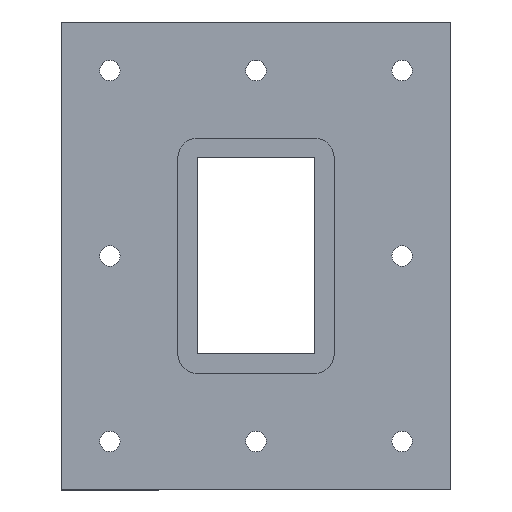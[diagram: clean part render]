
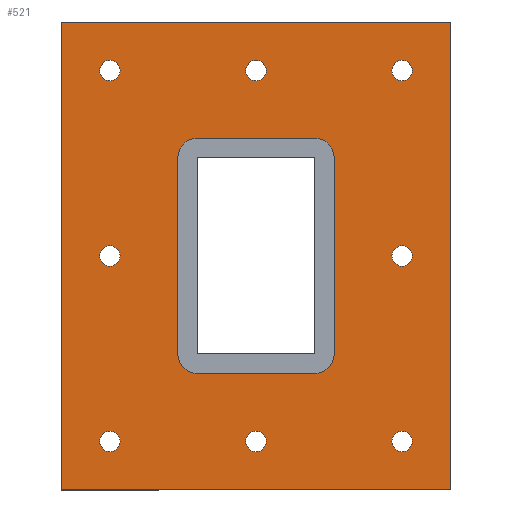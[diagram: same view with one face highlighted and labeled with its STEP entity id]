
A CAD part, top view. The second image highlights one B-rep face of the part: STEP entity #521.
In plain terms, the highlighted planar face has unit normal (0, 0, 1).
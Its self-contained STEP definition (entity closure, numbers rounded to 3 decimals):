
#84=CARTESIAN_POINT('',(5.25,-95.5,-17.0));
#85=VERTEX_POINT('',#84);
#86=CARTESIAN_POINT('',(0.,-95.5,-17.));
#87=DIRECTION('',(0.0,0.0,-1.0));
#88=DIRECTION('',(1.0,0.0,0.0));
#89=AXIS2_PLACEMENT_3D('',#86,#87,#88);
#90=CIRCLE('',#89,5.25);
#91=EDGE_CURVE('',#85,#85,#90,.T.);
#112=CARTESIAN_POINT('',(5.25,95.5,-17.0));
#113=VERTEX_POINT('',#112);
#114=CARTESIAN_POINT('',(0.,95.5,-17.));
#115=DIRECTION('',(0.0,0.0,-1.0));
#116=DIRECTION('',(1.0,0.0,0.0));
#117=AXIS2_PLACEMENT_3D('',#114,#115,#116);
#118=CIRCLE('',#117,5.25);
#119=EDGE_CURVE('',#113,#113,#118,.T.);
#140=CARTESIAN_POINT('',(80.5,0.,-17.0));
#141=VERTEX_POINT('',#140);
#142=CARTESIAN_POINT('',(75.25,0.,-17.));
#143=DIRECTION('',(0.0,0.0,-1.0));
#144=DIRECTION('',(1.0,0.0,0.0));
#145=AXIS2_PLACEMENT_3D('',#142,#143,#144);
#146=CIRCLE('',#145,5.25);
#147=EDGE_CURVE('',#141,#141,#146,.T.);
#168=CARTESIAN_POINT('',(-70.,0.,-17.0));
#169=VERTEX_POINT('',#168);
#170=CARTESIAN_POINT('',(-75.25,0.,-17.));
#171=DIRECTION('',(0.0,0.0,-1.0));
#172=DIRECTION('',(1.0,0.0,0.0));
#173=AXIS2_PLACEMENT_3D('',#170,#171,#172);
#174=CIRCLE('',#173,5.25);
#175=EDGE_CURVE('',#169,#169,#174,.T.);
#196=CARTESIAN_POINT('',(-70.,95.5,-17.0));
#197=VERTEX_POINT('',#196);
#198=CARTESIAN_POINT('',(-75.25,95.5,-17.));
#199=DIRECTION('',(0.0,0.0,-1.0));
#200=DIRECTION('',(1.0,0.0,0.0));
#201=AXIS2_PLACEMENT_3D('',#198,#199,#200);
#202=CIRCLE('',#201,5.25);
#203=EDGE_CURVE('',#197,#197,#202,.T.);
#224=CARTESIAN_POINT('',(80.5,95.5,-17.0));
#225=VERTEX_POINT('',#224);
#226=CARTESIAN_POINT('',(75.25,95.5,-17.));
#227=DIRECTION('',(0.0,0.0,-1.0));
#228=DIRECTION('',(1.0,0.0,0.0));
#229=AXIS2_PLACEMENT_3D('',#226,#227,#228);
#230=CIRCLE('',#229,5.25);
#231=EDGE_CURVE('',#225,#225,#230,.T.);
#252=CARTESIAN_POINT('',(80.5,-95.5,-17.0));
#253=VERTEX_POINT('',#252);
#254=CARTESIAN_POINT('',(75.25,-95.5,-17.));
#255=DIRECTION('',(0.0,0.0,-1.0));
#256=DIRECTION('',(1.0,0.0,0.0));
#257=AXIS2_PLACEMENT_3D('',#254,#255,#256);
#258=CIRCLE('',#257,5.25);
#259=EDGE_CURVE('',#253,#253,#258,.T.);
#280=CARTESIAN_POINT('',(-70.,-95.5,-17.0));
#281=VERTEX_POINT('',#280);
#282=CARTESIAN_POINT('',(-75.25,-95.5,-17.));
#283=DIRECTION('',(0.0,0.0,-1.0));
#284=DIRECTION('',(1.0,0.0,0.0));
#285=AXIS2_PLACEMENT_3D('',#282,#283,#284);
#286=CIRCLE('',#285,5.25);
#287=EDGE_CURVE('',#281,#281,#286,.T.);
#307=CARTESIAN_POINT('',(-100.25,-120.5,-17.0));
#308=VERTEX_POINT('',#307);
#315=CARTESIAN_POINT('',(-100.25,120.5,-17.0));
#316=VERTEX_POINT('',#315);
#317=CARTESIAN_POINT('',(-100.25,120.5,-17.0));
#318=DIRECTION('',(0.0,-1.0,0.0));
#319=VECTOR('',#318,241.0);
#320=LINE('',#317,#319);
#321=EDGE_CURVE('',#316,#308,#320,.T.);
#346=CARTESIAN_POINT('',(100.25,120.5,-17.0));
#347=VERTEX_POINT('',#346);
#348=CARTESIAN_POINT('',(100.25,120.5,-17.0));
#349=DIRECTION('',(-1.0,0.0,0.0));
#350=VECTOR('',#349,200.5);
#351=LINE('',#348,#350);
#352=EDGE_CURVE('',#347,#316,#351,.T.);
#377=CARTESIAN_POINT('',(100.25,-120.5,-17.0));
#378=VERTEX_POINT('',#377);
#379=CARTESIAN_POINT('',(100.25,-120.5,-17.0));
#380=DIRECTION('',(0.0,1.0,0.0));
#381=VECTOR('',#380,241.0);
#382=LINE('',#379,#381);
#383=EDGE_CURVE('',#378,#347,#382,.T.);
#406=CARTESIAN_POINT('',(-100.25,-120.5,-17.0));
#407=DIRECTION('',(1.0,0.0,0.0));
#408=VECTOR('',#407,200.5);
#409=LINE('',#406,#408);
#410=EDGE_CURVE('',#308,#378,#409,.T.);
#416=CARTESIAN_POINT('',(0.,0.,-17.0));
#417=DIRECTION('',(0.0,0.0,1.0));
#418=DIRECTION('',(1.0,0.0,0.0));
#419=AXIS2_PLACEMENT_3D('',#416,#417,#418);
#420=PLANE('',#419);
#421=ORIENTED_EDGE('',*,*,#410,.T.);
#422=ORIENTED_EDGE('',*,*,#383,.T.);
#423=ORIENTED_EDGE('',*,*,#352,.T.);
#424=ORIENTED_EDGE('',*,*,#321,.T.);
#425=EDGE_LOOP('',(#421,#422,#423,#424));
#426=FACE_OUTER_BOUND('',#425,.T.);
#427=ORIENTED_EDGE('',*,*,#91,.T.);
#428=EDGE_LOOP('',(#427));
#429=FACE_BOUND('',#428,.T.);
#430=ORIENTED_EDGE('',*,*,#119,.T.);
#431=EDGE_LOOP('',(#430));
#432=FACE_BOUND('',#431,.T.);
#433=ORIENTED_EDGE('',*,*,#147,.T.);
#434=EDGE_LOOP('',(#433));
#435=FACE_BOUND('',#434,.T.);
#436=ORIENTED_EDGE('',*,*,#175,.T.);
#437=EDGE_LOOP('',(#436));
#438=FACE_BOUND('',#437,.T.);
#439=ORIENTED_EDGE('',*,*,#203,.T.);
#440=EDGE_LOOP('',(#439));
#441=FACE_BOUND('',#440,.T.);
#442=ORIENTED_EDGE('',*,*,#231,.T.);
#443=EDGE_LOOP('',(#442));
#444=FACE_BOUND('',#443,.T.);
#445=ORIENTED_EDGE('',*,*,#259,.T.);
#446=EDGE_LOOP('',(#445));
#447=FACE_BOUND('',#446,.T.);
#448=ORIENTED_EDGE('',*,*,#287,.T.);
#449=EDGE_LOOP('',(#448));
#450=FACE_BOUND('',#449,.T.);
#451=CARTESIAN_POINT('',(40.25,50.5,-17.0));
#452=VERTEX_POINT('',#451);
#453=CARTESIAN_POINT('',(30.25,60.5,-17.0));
#454=VERTEX_POINT('',#453);
#455=CARTESIAN_POINT('',(30.25,50.5,-17.0));
#456=DIRECTION('',(0.0,0.0,1.0));
#457=DIRECTION('',(0.707,0.707,0.0));
#458=AXIS2_PLACEMENT_3D('',#455,#456,#457);
#459=CIRCLE('',#458,10.);
#460=EDGE_CURVE('',#452,#454,#459,.T.);
#461=ORIENTED_EDGE('',*,*,#460,.F.);
#462=CARTESIAN_POINT('',(40.25,-50.5,-17.0));
#463=VERTEX_POINT('',#462);
#464=CARTESIAN_POINT('',(40.25,-50.5,-17.0));
#465=DIRECTION('',(0.0,1.0,0.0));
#466=VECTOR('',#465,101.);
#467=LINE('',#464,#466);
#468=EDGE_CURVE('',#463,#452,#467,.T.);
#469=ORIENTED_EDGE('',*,*,#468,.F.);
#470=CARTESIAN_POINT('',(30.25,-60.5,-17.0));
#471=VERTEX_POINT('',#470);
#472=CARTESIAN_POINT('',(30.25,-50.5,-17.0));
#473=DIRECTION('',(0.0,0.0,1.0));
#474=DIRECTION('',(0.707,-0.707,0.0));
#475=AXIS2_PLACEMENT_3D('',#472,#473,#474);
#476=CIRCLE('',#475,10.);
#477=EDGE_CURVE('',#471,#463,#476,.T.);
#478=ORIENTED_EDGE('',*,*,#477,.F.);
#479=CARTESIAN_POINT('',(-30.25,-60.5,-17.0));
#480=VERTEX_POINT('',#479);
#481=CARTESIAN_POINT('',(-30.25,-60.5,-17.0));
#482=DIRECTION('',(1.0,0.0,0.0));
#483=VECTOR('',#482,60.5);
#484=LINE('',#481,#483);
#485=EDGE_CURVE('',#480,#471,#484,.T.);
#486=ORIENTED_EDGE('',*,*,#485,.F.);
#487=CARTESIAN_POINT('',(-40.25,-50.5,-17.0));
#488=VERTEX_POINT('',#487);
#489=CARTESIAN_POINT('',(-30.25,-50.5,-17.0));
#490=DIRECTION('',(0.0,0.0,1.0));
#491=DIRECTION('',(-0.707,-0.707,0.0));
#492=AXIS2_PLACEMENT_3D('',#489,#490,#491);
#493=CIRCLE('',#492,10.0);
#494=EDGE_CURVE('',#488,#480,#493,.T.);
#495=ORIENTED_EDGE('',*,*,#494,.F.);
#496=CARTESIAN_POINT('',(-40.25,50.5,-17.0));
#497=VERTEX_POINT('',#496);
#498=CARTESIAN_POINT('',(-40.25,50.5,-17.0));
#499=DIRECTION('',(0.0,-1.0,0.0));
#500=VECTOR('',#499,101.);
#501=LINE('',#498,#500);
#502=EDGE_CURVE('',#497,#488,#501,.T.);
#503=ORIENTED_EDGE('',*,*,#502,.F.);
#504=CARTESIAN_POINT('',(-30.25,60.5,-17.0));
#505=VERTEX_POINT('',#504);
#506=CARTESIAN_POINT('',(-30.25,50.5,-17.0));
#507=DIRECTION('',(0.0,0.0,1.0));
#508=DIRECTION('',(-0.707,0.707,0.0));
#509=AXIS2_PLACEMENT_3D('',#506,#507,#508);
#510=CIRCLE('',#509,10.);
#511=EDGE_CURVE('',#505,#497,#510,.T.);
#512=ORIENTED_EDGE('',*,*,#511,.F.);
#513=CARTESIAN_POINT('',(30.25,60.5,-17.0));
#514=DIRECTION('',(-1.0,0.0,0.0));
#515=VECTOR('',#514,60.5);
#516=LINE('',#513,#515);
#517=EDGE_CURVE('',#454,#505,#516,.T.);
#518=ORIENTED_EDGE('',*,*,#517,.F.);
#519=EDGE_LOOP('',(#461,#469,#478,#486,#495,#503,#512,#518));
#520=FACE_BOUND('',#519,.T.);
#521=ADVANCED_FACE('',(#426,#429,#432,#435,#438,#441,#444,#447,#450,#520),#420,.T.);
